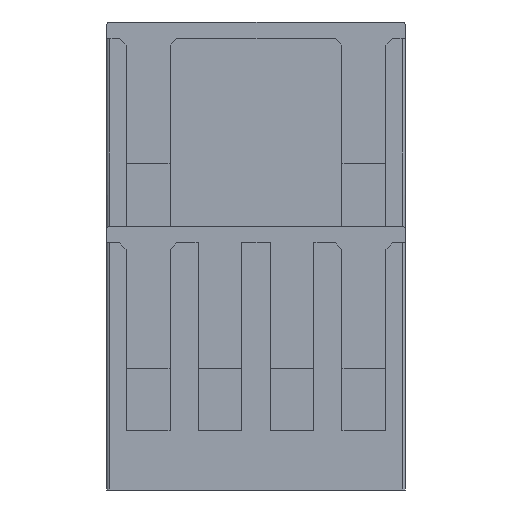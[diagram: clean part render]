
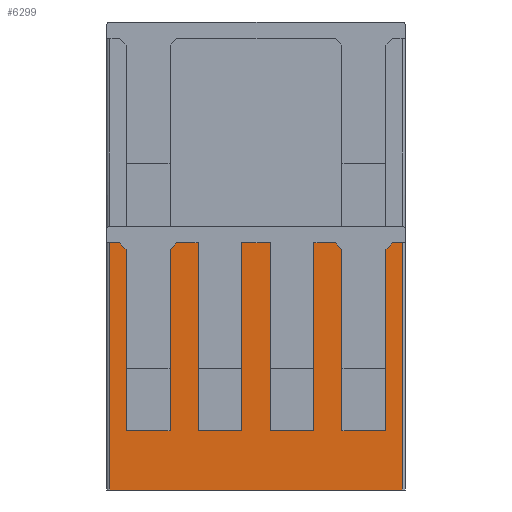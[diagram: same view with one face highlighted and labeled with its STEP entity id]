
A CAD part, front view. The second image highlights one B-rep face of the part: STEP entity #6299.
In plain terms, the highlighted planar face has unit normal (0, -1, 0).
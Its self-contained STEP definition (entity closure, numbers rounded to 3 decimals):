
#436=FACE_OUTER_BOUND('',#965,.T.);
#965=EDGE_LOOP('',(#4279,#4280,#4281,#4282,#4283,#4284,#4285,#4286,#4287,
#4288,#4289,#4290,#4291,#4292,#4293,#4294,#4295,#4296,#4297,#4298,#4299,
#4300,#4301,#4302));
#1445=VERTEX_POINT('',#13642);
#1446=VERTEX_POINT('',#13644);
#1510=VERTEX_POINT('',#13826);
#1511=VERTEX_POINT('',#13828);
#1519=VERTEX_POINT('',#13849);
#1520=VERTEX_POINT('',#13851);
#1528=VERTEX_POINT('',#13872);
#1529=VERTEX_POINT('',#13874);
#1537=VERTEX_POINT('',#13895);
#1538=VERTEX_POINT('',#13897);
#1557=VERTEX_POINT('',#13940);
#1559=VERTEX_POINT('',#13944);
#1560=VERTEX_POINT('',#13948);
#1563=VERTEX_POINT('',#13955);
#1565=VERTEX_POINT('',#13959);
#1566=VERTEX_POINT('',#13963);
#1568=VERTEX_POINT('',#13970);
#1570=VERTEX_POINT('',#13976);
#1571=VERTEX_POINT('',#13978);
#1828=VERTEX_POINT('',#14610);
#1833=VERTEX_POINT('',#14626);
#1835=VERTEX_POINT('',#14633);
#1870=VERTEX_POINT('',#14752);
#1871=VERTEX_POINT('',#14757);
#2260=EDGE_CURVE('',#1446,#1445,#7533,.T.);
#2340=EDGE_CURVE('',#1510,#1511,#7593,.T.);
#2351=EDGE_CURVE('',#1519,#1520,#7604,.T.);
#2362=EDGE_CURVE('',#1528,#1529,#7615,.T.);
#2373=EDGE_CURVE('',#1537,#1538,#7626,.T.);
#2395=EDGE_CURVE('',#1557,#1559,#7648,.T.);
#2396=EDGE_CURVE('',#1560,#1538,#7649,.T.);
#2402=EDGE_CURVE('',#1563,#1565,#7655,.T.);
#2403=EDGE_CURVE('',#1566,#1511,#7656,.T.);
#2407=EDGE_CURVE('',#1557,#1568,#7660,.T.);
#2411=EDGE_CURVE('',#1570,#1571,#7664,.T.);
#2717=EDGE_CURVE('',#1563,#1828,#7960,.T.);
#2726=EDGE_CURVE('',#1833,#1559,#7967,.T.);
#2729=EDGE_CURVE('',#1560,#1835,#7970,.T.);
#2731=EDGE_CURVE('',#1529,#1570,#7972,.T.);
#2753=EDGE_CURVE('',#1520,#1565,#7992,.T.);
#2793=EDGE_CURVE('',#1445,#1870,#8023,.T.);
#2794=EDGE_CURVE('',#1566,#1870,#8024,.T.);
#2795=EDGE_CURVE('',#1828,#1510,#8025,.T.);
#2796=EDGE_CURVE('',#1571,#1519,#8026,.T.);
#2797=EDGE_CURVE('',#1871,#1528,#8027,.T.);
#2798=EDGE_CURVE('',#1835,#1871,#8028,.T.);
#2799=EDGE_CURVE('',#1568,#1537,#8029,.T.);
#2800=EDGE_CURVE('',#1833,#1446,#8030,.T.);
#4279=ORIENTED_EDGE('',*,*,#2260,.T.);
#4280=ORIENTED_EDGE('',*,*,#2793,.T.);
#4281=ORIENTED_EDGE('',*,*,#2794,.F.);
#4282=ORIENTED_EDGE('',*,*,#2403,.T.);
#4283=ORIENTED_EDGE('',*,*,#2340,.F.);
#4284=ORIENTED_EDGE('',*,*,#2795,.F.);
#4285=ORIENTED_EDGE('',*,*,#2717,.F.);
#4286=ORIENTED_EDGE('',*,*,#2402,.T.);
#4287=ORIENTED_EDGE('',*,*,#2753,.F.);
#4288=ORIENTED_EDGE('',*,*,#2351,.F.);
#4289=ORIENTED_EDGE('',*,*,#2796,.F.);
#4290=ORIENTED_EDGE('',*,*,#2411,.F.);
#4291=ORIENTED_EDGE('',*,*,#2731,.F.);
#4292=ORIENTED_EDGE('',*,*,#2362,.F.);
#4293=ORIENTED_EDGE('',*,*,#2797,.F.);
#4294=ORIENTED_EDGE('',*,*,#2798,.F.);
#4295=ORIENTED_EDGE('',*,*,#2729,.F.);
#4296=ORIENTED_EDGE('',*,*,#2396,.T.);
#4297=ORIENTED_EDGE('',*,*,#2373,.F.);
#4298=ORIENTED_EDGE('',*,*,#2799,.F.);
#4299=ORIENTED_EDGE('',*,*,#2407,.F.);
#4300=ORIENTED_EDGE('',*,*,#2395,.T.);
#4301=ORIENTED_EDGE('',*,*,#2726,.F.);
#4302=ORIENTED_EDGE('',*,*,#2800,.T.);
#5922=PLANE('',#10056);
#6299=ADVANCED_FACE('',(#436),#5922,.T.);
#7533=LINE('',#13645,#8744);
#7593=LINE('',#13829,#8804);
#7604=LINE('',#13852,#8815);
#7615=LINE('',#13875,#8826);
#7626=LINE('',#13898,#8837);
#7648=LINE('',#13946,#8859);
#7649=LINE('',#13949,#8860);
#7655=LINE('',#13961,#8866);
#7656=LINE('',#13964,#8867);
#7660=LINE('',#13971,#8871);
#7664=LINE('',#13979,#8875);
#7960=LINE('',#14611,#9171);
#7967=LINE('',#14628,#9178);
#7970=LINE('',#14634,#9181);
#7972=LINE('',#14637,#9183);
#7992=LINE('',#14676,#9203);
#8023=LINE('',#14753,#9234);
#8024=LINE('',#14754,#9235);
#8025=LINE('',#14755,#9236);
#8026=LINE('',#14756,#9237);
#8027=LINE('',#14758,#9238);
#8028=LINE('',#14759,#9239);
#8029=LINE('',#14760,#9240);
#8030=LINE('',#14761,#9241);
#8744=VECTOR('',#10838,1.);
#8804=VECTOR('',#10972,1.);
#8815=VECTOR('',#10989,1.);
#8826=VECTOR('',#11006,1.);
#8837=VECTOR('',#11023,1.);
#8859=VECTOR('',#11055,1.);
#8860=VECTOR('',#11058,1.);
#8866=VECTOR('',#11066,1.);
#8867=VECTOR('',#11069,1.);
#8871=VECTOR('',#11075,1.);
#8875=VECTOR('',#11081,1.);
#9171=VECTOR('',#11535,1.);
#9178=VECTOR('',#11552,1.);
#9181=VECTOR('',#11557,1.);
#9183=VECTOR('',#11561,1.);
#9203=VECTOR('',#11605,1.);
#9234=VECTOR('',#11672,1.);
#9235=VECTOR('',#11673,1.);
#9236=VECTOR('',#11674,1.);
#9237=VECTOR('',#11675,1.);
#9238=VECTOR('',#11676,1.);
#9239=VECTOR('',#11677,1.);
#9240=VECTOR('',#11678,1.);
#9241=VECTOR('',#11679,1.);
#10056=AXIS2_PLACEMENT_3D('',#14751,#11670,#11671);
#10838=DIRECTION('',(1.,0.,0.));
#10972=DIRECTION('',(0.,0.,1.));
#10989=DIRECTION('',(0.,0.,1.));
#11006=DIRECTION('',(0.,0.,1.));
#11023=DIRECTION('',(0.,0.,1.));
#11055=DIRECTION('',(-0.707,0.,0.707));
#11058=DIRECTION('',(-0.707,0.,-0.707));
#11066=DIRECTION('',(-0.707,0.,0.707));
#11069=DIRECTION('',(-0.707,0.,-0.707));
#11075=DIRECTION('',(0.,0.,-1.));
#11081=DIRECTION('',(0.,0.,-1.));
#11535=DIRECTION('',(0.,0.,-1.));
#11552=DIRECTION('',(1.,0.,0.));
#11557=DIRECTION('',(1.,0.,0.));
#11561=DIRECTION('',(1.,0.,0.));
#11605=DIRECTION('',(1.,0.,0.));
#11670=DIRECTION('center_axis',(0.,-1.,0.));
#11671=DIRECTION('ref_axis',(0.,0.,-1.));
#11672=DIRECTION('',(0.,0.,1.));
#11673=DIRECTION('',(1.,0.,0.));
#11674=DIRECTION('',(1.,0.,0.));
#11675=DIRECTION('',(1.,0.,0.));
#11676=DIRECTION('',(1.,0.,0.));
#11677=DIRECTION('',(0.,0.,-1.));
#11678=DIRECTION('',(1.,0.,0.));
#11679=DIRECTION('',(0.,0.,-1.));
#13642=CARTESIAN_POINT('',(26.9,-36.9,0.));
#13644=CARTESIAN_POINT('',(0.3,-36.9,0.));
#13645=CARTESIAN_POINT('',(13.6,-36.9,0.));
#13826=CARTESIAN_POINT('',(25.425,-36.9,5.4));
#13828=CARTESIAN_POINT('',(25.425,-36.9,21.9));
#13829=CARTESIAN_POINT('',(25.425,-36.9,0.));
#13849=CARTESIAN_POINT('',(18.875,-36.9,5.4));
#13851=CARTESIAN_POINT('',(18.875,-36.9,22.5));
#13852=CARTESIAN_POINT('',(18.875,-36.9,0.));
#13872=CARTESIAN_POINT('',(12.325,-36.9,5.4));
#13874=CARTESIAN_POINT('',(12.325,-36.9,22.5));
#13875=CARTESIAN_POINT('',(12.325,-36.9,0.));
#13895=CARTESIAN_POINT('',(5.775,-36.9,5.4));
#13897=CARTESIAN_POINT('',(5.775,-36.9,21.9));
#13898=CARTESIAN_POINT('',(5.775,-36.9,0.));
#13940=CARTESIAN_POINT('',(1.775,-36.9,21.9));
#13944=CARTESIAN_POINT('',(1.175,-36.9,22.5));
#13946=CARTESIAN_POINT('',(18.638,-36.9,5.038));
#13948=CARTESIAN_POINT('',(6.375,-36.9,22.5));
#13949=CARTESIAN_POINT('',(-1.262,-36.9,14.863));
#13955=CARTESIAN_POINT('',(21.425,-36.9,21.9));
#13959=CARTESIAN_POINT('',(20.825,-36.9,22.5));
#13961=CARTESIAN_POINT('',(28.463,-36.9,14.863));
#13963=CARTESIAN_POINT('',(26.025,-36.9,22.5));
#13964=CARTESIAN_POINT('',(8.563,-36.9,5.038));
#13970=CARTESIAN_POINT('',(1.775,-36.9,5.4));
#13971=CARTESIAN_POINT('',(1.775,-36.9,0.));
#13976=CARTESIAN_POINT('',(14.875,-36.9,22.5));
#13978=CARTESIAN_POINT('',(14.875,-36.9,5.4));
#13979=CARTESIAN_POINT('',(14.875,-36.9,0.));
#14610=CARTESIAN_POINT('',(21.425,-36.9,5.4));
#14611=CARTESIAN_POINT('',(21.425,-36.9,0.));
#14626=CARTESIAN_POINT('',(0.3,-36.9,22.5));
#14628=CARTESIAN_POINT('',(0.,-36.9,22.5));
#14633=CARTESIAN_POINT('',(8.325,-36.9,22.5));
#14634=CARTESIAN_POINT('',(0.,-36.9,22.5));
#14637=CARTESIAN_POINT('',(0.,-36.9,22.5));
#14676=CARTESIAN_POINT('',(0.,-36.9,22.5));
#14751=CARTESIAN_POINT('Origin',(13.6,-36.9,0.));
#14752=CARTESIAN_POINT('',(26.9,-36.9,22.5));
#14753=CARTESIAN_POINT('',(26.9,-36.9,0.));
#14754=CARTESIAN_POINT('',(0.,-36.9,22.5));
#14755=CARTESIAN_POINT('',(13.6,-36.9,5.4));
#14756=CARTESIAN_POINT('',(13.6,-36.9,5.4));
#14757=CARTESIAN_POINT('',(8.325,-36.9,5.4));
#14758=CARTESIAN_POINT('',(13.6,-36.9,5.4));
#14759=CARTESIAN_POINT('',(8.325,-36.9,0.));
#14760=CARTESIAN_POINT('',(13.6,-36.9,5.4));
#14761=CARTESIAN_POINT('',(0.3,-36.9,0.));
